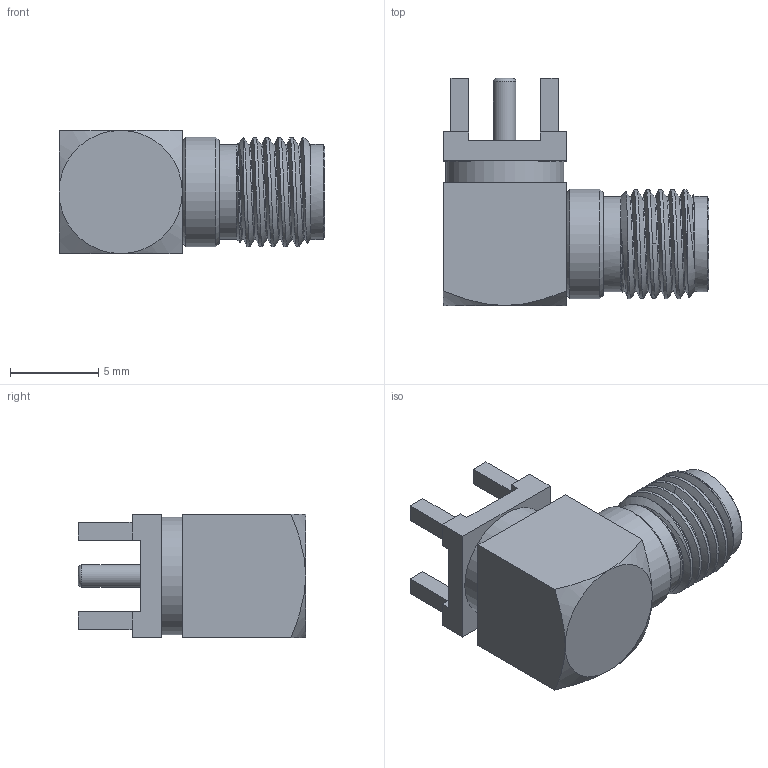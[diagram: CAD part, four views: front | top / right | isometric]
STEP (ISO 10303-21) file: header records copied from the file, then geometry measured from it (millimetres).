
FILE_DESCRIPTION(/* description */ ('STEP AP214'),/* implementation_level */ '2;1');
FILE_NAME(/* name */ 'HJ-SMA020.step',/* time_stamp */ '2024-10-10T19:17:06+02:00',/* author */ (''),/* organization */ (''),/* preprocessor_version */ 'ST-DEVELOPER v20',/* originating_system */ 'Autodesk Translation Framework v13.20.0.188',/* authorisation */ '');
FILE_SCHEMA (('AUTOMOTIVE_DESIGN { 1 0 10303 214 3 1 1 }'));
Length unit declared in the file: millimetre
Products named in the file (1): 132136-12
Bounding box: 15.1 x 12.91 x 7 mm (x, y, z)
Volume: 636.9 mm3; surface area: 689.3 mm2
Topology: 1 solids, 1 shells, 89 faces, 234 edges, 154 vertices
Faces by surface type: plane 50, cone 17, cylinder 15, bspline 6, torus 1
Full cylindrical faces by diameter (mm): 0.95 x1, 1.27 x2, 4.1 x1, 4.65 x1, 5.4 x2, 6.19 x4, 6.2 x1, 6.7 x1
Entity records: 6092 total; most frequent: CARTESIAN_POINT 3920, ORIENTED_EDGE 464, DIRECTION 406, EDGE_CURVE 232, VERTEX_POINT 154, AXIS2_PLACEMENT_3D 137, LINE 132, VECTOR 132
